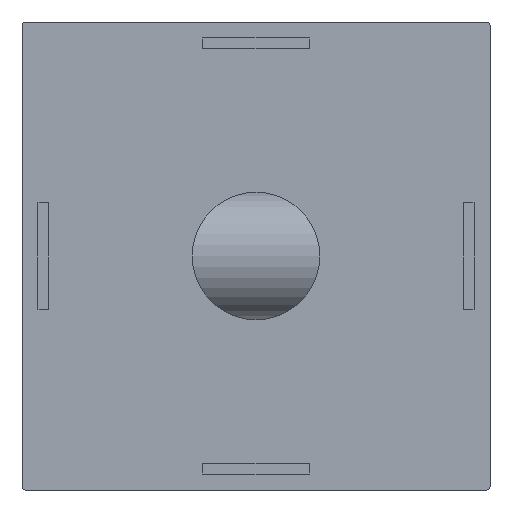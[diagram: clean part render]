
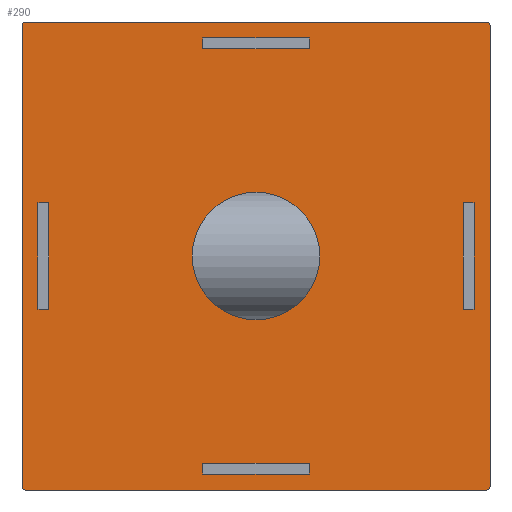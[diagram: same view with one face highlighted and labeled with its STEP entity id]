
A CAD part, front view. The second image highlights one B-rep face of the part: STEP entity #290.
In plain terms, the highlighted planar face has unit normal (0, -1, 0).
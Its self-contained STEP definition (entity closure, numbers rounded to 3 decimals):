
#290=ADVANCED_FACE('',(#922,#924,#926,#928,#930,#932),#934,.T.);
#922=FACE_BOUND('',#923,.T.);
#923=EDGE_LOOP('',(#1455,#1456,#1457,#1458,#1459,#1460,#1461,#1462));
#924=FACE_BOUND('',#925,.T.);
#925=EDGE_LOOP('',(#1463,#1464,#1465,#1466));
#926=FACE_BOUND('',#927,.T.);
#927=EDGE_LOOP('',(#1467,#1468,#1469,#1470));
#928=FACE_BOUND('',#929,.T.);
#929=EDGE_LOOP('',(#1471,#1472,#1473,#1474));
#930=FACE_BOUND('',#931,.T.);
#931=EDGE_LOOP('',(#1475,#1476,#1477,#1478));
#932=FACE_BOUND('',#933,.T.);
#933=EDGE_LOOP('',(#1479));
#934=PLANE('',#935);
#935=AXIS2_PLACEMENT_3D('',#936,#937,#938);
#936=CARTESIAN_POINT('',(-22.,0.,-22.));
#937=DIRECTION('',(0.,-1.,0.));
#938=DIRECTION('',(1.,0.,0.));
#1455=ORIENTED_EDGE('',*,*,#1751,.F.);
#1456=ORIENTED_EDGE('',*,*,#1752,.T.);
#1457=ORIENTED_EDGE('',*,*,#1753,.F.);
#1458=ORIENTED_EDGE('',*,*,#1754,.T.);
#1459=ORIENTED_EDGE('',*,*,#1755,.F.);
#1460=ORIENTED_EDGE('',*,*,#1756,.F.);
#1461=ORIENTED_EDGE('',*,*,#1757,.F.);
#1462=ORIENTED_EDGE('',*,*,#1758,.F.);
#1463=ORIENTED_EDGE('',*,*,#1759,.F.);
#1464=ORIENTED_EDGE('',*,*,#1760,.F.);
#1465=ORIENTED_EDGE('',*,*,#1761,.F.);
#1466=ORIENTED_EDGE('',*,*,#1762,.F.);
#1467=ORIENTED_EDGE('',*,*,#1763,.F.);
#1468=ORIENTED_EDGE('',*,*,#1764,.F.);
#1469=ORIENTED_EDGE('',*,*,#1765,.F.);
#1470=ORIENTED_EDGE('',*,*,#1766,.F.);
#1471=ORIENTED_EDGE('',*,*,#1767,.F.);
#1472=ORIENTED_EDGE('',*,*,#1768,.F.);
#1473=ORIENTED_EDGE('',*,*,#1769,.F.);
#1474=ORIENTED_EDGE('',*,*,#1770,.F.);
#1475=ORIENTED_EDGE('',*,*,#1771,.F.);
#1476=ORIENTED_EDGE('',*,*,#1772,.F.);
#1477=ORIENTED_EDGE('',*,*,#1773,.F.);
#1478=ORIENTED_EDGE('',*,*,#1774,.F.);
#1479=ORIENTED_EDGE('',*,*,#1775,.T.);
#1751=EDGE_CURVE('',#1899,#1900,#1901,.F.);
#1752=EDGE_CURVE('',#1899,#1902,#1903,.T.);
#1753=EDGE_CURVE('',#1904,#1902,#1905,.F.);
#1754=EDGE_CURVE('',#1904,#1906,#1907,.T.);
#1755=EDGE_CURVE('',#1908,#1906,#1909,.F.);
#1756=EDGE_CURVE('',#1910,#1908,#1911,.T.);
#1757=EDGE_CURVE('',#1912,#1910,#1913,.F.);
#1758=EDGE_CURVE('',#1900,#1912,#1914,.T.);
#1759=EDGE_CURVE('',#1915,#1916,#1917,.T.);
#1760=EDGE_CURVE('',#1918,#1915,#1919,.T.);
#1761=EDGE_CURVE('',#1920,#1918,#1921,.T.);
#1762=EDGE_CURVE('',#1916,#1920,#1922,.T.);
#1763=EDGE_CURVE('',#1923,#1924,#1925,.T.);
#1764=EDGE_CURVE('',#1926,#1923,#1927,.T.);
#1765=EDGE_CURVE('',#1928,#1926,#1929,.T.);
#1766=EDGE_CURVE('',#1924,#1928,#1930,.T.);
#1767=EDGE_CURVE('',#1931,#1932,#1933,.T.);
#1768=EDGE_CURVE('',#1934,#1931,#1935,.T.);
#1769=EDGE_CURVE('',#1936,#1934,#1937,.T.);
#1770=EDGE_CURVE('',#1932,#1936,#1938,.T.);
#1771=EDGE_CURVE('',#1939,#1940,#1941,.T.);
#1772=EDGE_CURVE('',#1942,#1939,#1943,.T.);
#1773=EDGE_CURVE('',#1944,#1942,#1945,.T.);
#1774=EDGE_CURVE('',#1940,#1944,#1946,.T.);
#1775=EDGE_CURVE('',#1947,#1947,#1948,.T.);
#1899=VERTEX_POINT('',#2149);
#1900=VERTEX_POINT('',#2150);
#1901=CIRCLE('',#2151,0.3);
#1902=VERTEX_POINT('',#2155);
#1903=LINE('',#2156,#2157);
#1904=VERTEX_POINT('',#2159);
#1905=CIRCLE('',#2160,0.3);
#1906=VERTEX_POINT('',#2164);
#1907=LINE('',#2165,#2166);
#1908=VERTEX_POINT('',#2168);
#1909=CIRCLE('',#2169,0.3);
#1910=VERTEX_POINT('',#2173);
#1911=LINE('',#2174,#2175);
#1912=VERTEX_POINT('',#2177);
#1913=CIRCLE('',#2178,0.3);
#1914=LINE('',#2182,#2183);
#1915=VERTEX_POINT('',#2185);
#1916=VERTEX_POINT('',#2186);
#1917=LINE('',#2187,#2188);
#1918=VERTEX_POINT('',#2190);
#1919=LINE('',#2191,#2192);
#1920=VERTEX_POINT('',#2194);
#1921=LINE('',#2195,#2196);
#1922=LINE('',#2198,#2199);
#1923=VERTEX_POINT('',#2201);
#1924=VERTEX_POINT('',#2202);
#1925=LINE('',#2203,#2204);
#1926=VERTEX_POINT('',#2206);
#1927=LINE('',#2207,#2208);
#1928=VERTEX_POINT('',#2210);
#1929=LINE('',#2211,#2212);
#1930=LINE('',#2214,#2215);
#1931=VERTEX_POINT('',#2217);
#1932=VERTEX_POINT('',#2218);
#1933=LINE('',#2219,#2220);
#1934=VERTEX_POINT('',#2222);
#1935=LINE('',#2223,#2224);
#1936=VERTEX_POINT('',#2226);
#1937=LINE('',#2227,#2228);
#1938=LINE('',#2230,#2231);
#1939=VERTEX_POINT('',#2233);
#1940=VERTEX_POINT('',#2234);
#1941=LINE('',#2235,#2236);
#1942=VERTEX_POINT('',#2238);
#1943=LINE('',#2239,#2240);
#1944=VERTEX_POINT('',#2242);
#1945=LINE('',#2243,#2244);
#1946=LINE('',#2246,#2247);
#1947=VERTEX_POINT('',#2249);
#1948=CIRCLE('',#2250,6.);
#2149=CARTESIAN_POINT('',(-21.7,0.,-22.));
#2150=CARTESIAN_POINT('',(-22.,0.,-21.7));
#2151=AXIS2_PLACEMENT_3D('',#2152,#2153,#2154);
#2152=CARTESIAN_POINT('',(-21.7,0.,-21.7));
#2153=DIRECTION('',(0.,-1.,0.));
#2154=DIRECTION('',(-1.,0.,0.));
#2155=CARTESIAN_POINT('',(21.7,0.,-22.));
#2156=CARTESIAN_POINT('',(-21.7,0.,-22.));
#2157=VECTOR('',#2158,1.);
#2158=DIRECTION('',(1.,0.,0.));
#2159=CARTESIAN_POINT('',(22.,0.,-21.7));
#2160=AXIS2_PLACEMENT_3D('',#2161,#2162,#2163);
#2161=CARTESIAN_POINT('',(21.7,0.,-21.7));
#2162=DIRECTION('',(0.,-1.,0.));
#2163=DIRECTION('',(0.,0.,-1.));
#2164=CARTESIAN_POINT('',(22.,0.,21.7));
#2165=CARTESIAN_POINT('',(22.,0.,-21.7));
#2166=VECTOR('',#2167,1.);
#2167=DIRECTION('',(0.,0.,1.));
#2168=CARTESIAN_POINT('',(21.7,0.,22.));
#2169=AXIS2_PLACEMENT_3D('',#2170,#2171,#2172);
#2170=CARTESIAN_POINT('',(21.7,0.,21.7));
#2171=DIRECTION('',(0.,-1.,0.));
#2172=DIRECTION('',(1.,0.,0.));
#2173=CARTESIAN_POINT('',(-21.7,0.,22.));
#2174=CARTESIAN_POINT('',(-21.7,0.,22.));
#2175=VECTOR('',#2176,1.);
#2176=DIRECTION('',(1.,0.,0.));
#2177=CARTESIAN_POINT('',(-22.,0.,21.7));
#2178=AXIS2_PLACEMENT_3D('',#2179,#2180,#2181);
#2179=CARTESIAN_POINT('',(-21.7,0.,21.7));
#2180=DIRECTION('',(0.,-1.,0.));
#2181=DIRECTION('',(0.,0.,1.));
#2182=CARTESIAN_POINT('',(-22.,0.,-21.7));
#2183=VECTOR('',#2184,1.);
#2184=DIRECTION('',(0.,0.,1.));
#2185=CARTESIAN_POINT('',(5.,0.,20.5));
#2186=CARTESIAN_POINT('',(-5.,0.,20.5));
#2187=CARTESIAN_POINT('',(5.,0.,20.5));
#2188=VECTOR('',#2189,1.);
#2189=DIRECTION('',(-1.,0.,0.));
#2190=CARTESIAN_POINT('',(5.,0.,19.5));
#2191=CARTESIAN_POINT('',(5.,0.,19.5));
#2192=VECTOR('',#2193,1.);
#2193=DIRECTION('',(0.,0.,1.));
#2194=CARTESIAN_POINT('',(-5.,0.,19.5));
#2195=CARTESIAN_POINT('',(-5.,0.,19.5));
#2196=VECTOR('',#2197,1.);
#2197=DIRECTION('',(1.,0.,0.));
#2198=CARTESIAN_POINT('',(-5.,0.,20.5));
#2199=VECTOR('',#2200,1.);
#2200=DIRECTION('',(0.,0.,-1.));
#2201=CARTESIAN_POINT('',(5.,0.,-20.5));
#2202=CARTESIAN_POINT('',(5.,0.,-19.5));
#2203=CARTESIAN_POINT('',(5.,0.,-20.5));
#2204=VECTOR('',#2205,1.);
#2205=DIRECTION('',(0.,0.,1.));
#2206=CARTESIAN_POINT('',(-5.,0.,-20.5));
#2207=CARTESIAN_POINT('',(-5.,0.,-20.5));
#2208=VECTOR('',#2209,1.);
#2209=DIRECTION('',(1.,0.,0.));
#2210=CARTESIAN_POINT('',(-5.,0.,-19.5));
#2211=CARTESIAN_POINT('',(-5.,0.,-19.5));
#2212=VECTOR('',#2213,1.);
#2213=DIRECTION('',(0.,0.,-1.));
#2214=CARTESIAN_POINT('',(5.,0.,-19.5));
#2215=VECTOR('',#2216,1.);
#2216=DIRECTION('',(-1.,0.,0.));
#2217=CARTESIAN_POINT('',(-19.5,0.,5.));
#2218=CARTESIAN_POINT('',(-20.5,0.,5.));
#2219=CARTESIAN_POINT('',(-19.5,0.,5.));
#2220=VECTOR('',#2221,1.);
#2221=DIRECTION('',(-1.,0.,0.));
#2222=CARTESIAN_POINT('',(-19.5,0.,-5.));
#2223=CARTESIAN_POINT('',(-19.5,0.,-5.));
#2224=VECTOR('',#2225,1.);
#2225=DIRECTION('',(0.,0.,1.));
#2226=CARTESIAN_POINT('',(-20.5,0.,-5.));
#2227=CARTESIAN_POINT('',(-20.5,0.,-5.));
#2228=VECTOR('',#2229,1.);
#2229=DIRECTION('',(1.,0.,0.));
#2230=CARTESIAN_POINT('',(-20.5,0.,5.));
#2231=VECTOR('',#2232,1.);
#2232=DIRECTION('',(0.,0.,-1.));
#2233=CARTESIAN_POINT('',(20.5,0.,-5.));
#2234=CARTESIAN_POINT('',(20.5,0.,5.));
#2235=CARTESIAN_POINT('',(20.5,0.,-5.));
#2236=VECTOR('',#2237,1.);
#2237=DIRECTION('',(0.,0.,1.));
#2238=CARTESIAN_POINT('',(19.5,0.,-5.));
#2239=CARTESIAN_POINT('',(19.5,0.,-5.));
#2240=VECTOR('',#2241,1.);
#2241=DIRECTION('',(1.,0.,0.));
#2242=CARTESIAN_POINT('',(19.5,0.,5.));
#2243=CARTESIAN_POINT('',(19.5,0.,5.));
#2244=VECTOR('',#2245,1.);
#2245=DIRECTION('',(0.,0.,-1.));
#2246=CARTESIAN_POINT('',(20.5,0.,5.));
#2247=VECTOR('',#2248,1.);
#2248=DIRECTION('',(-1.,0.,0.));
#2249=CARTESIAN_POINT('',(6.,0.,0.));
#2250=AXIS2_PLACEMENT_3D('',#2251,#2252,#2253);
#2251=CARTESIAN_POINT('',(0.,0.,0.));
#2252=DIRECTION('',(-0.,1.,-0.));
#2253=DIRECTION('',(1.,0.,0.));
